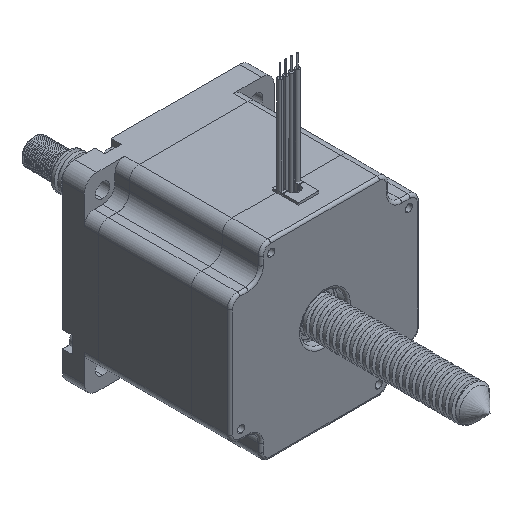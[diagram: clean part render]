
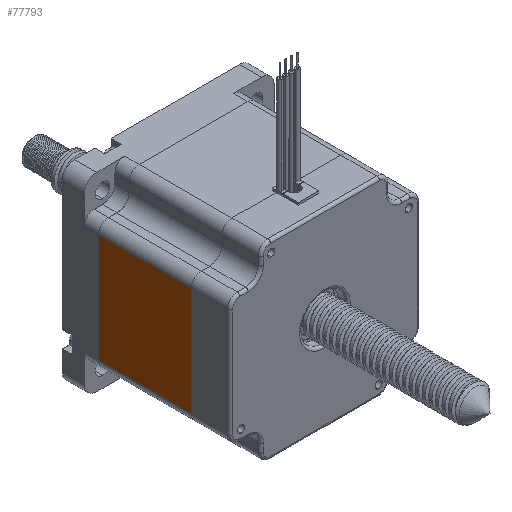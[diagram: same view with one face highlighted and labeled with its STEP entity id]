
A CAD part, isometric view. The second image highlights one B-rep face of the part: STEP entity #77793.
In plain terms, the highlighted face is planar.
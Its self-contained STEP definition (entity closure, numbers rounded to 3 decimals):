
#1297 = ORIENTED_EDGE ( 'NONE', *, *, #36336, .F. ) ;
#6416 = VECTOR ( 'NONE', #59753, 1000. ) ;
#9513 = AXIS2_PLACEMENT_3D ( 'NONE', #82631, #74760, #25042 ) ;
#14039 = VECTOR ( 'NONE', #39506, 1000. ) ;
#14134 = VERTEX_POINT ( 'NONE', #42581 ) ;
#17019 = LINE ( 'NONE', #66724, #6416 ) ;
#17283 = ORIENTED_EDGE ( 'NONE', *, *, #21869, .T. ) ;
#19514 = LINE ( 'NONE', #26504, #14039 ) ;
#20363 = DIRECTION ( 'NONE',  ( 0., 0., -1. ) ) ;
#21869 = EDGE_CURVE ( 'NONE', #78444, #62773, #55675, .T. ) ;
#22228 = VECTOR ( 'NONE', #49181, 1000. ) ;
#25042 = DIRECTION ( 'NONE',  ( 0., 0., 1. ) ) ;
#26504 = CARTESIAN_POINT ( 'NONE',  ( 43., 21., -24.65 ) ) ;
#27840 = LINE ( 'NONE', #47361, #22228 ) ;
#35953 = VECTOR ( 'NONE', #20363, 1000. ) ;
#36336 = EDGE_CURVE ( 'NONE', #36479, #14134, #27840, .T. ) ;
#36479 = VERTEX_POINT ( 'NONE', #76643 ) ;
#39506 = DIRECTION ( 'NONE',  ( 0., -1., 0. ) ) ;
#40884 = EDGE_CURVE ( 'NONE', #36479, #78444, #17019, .T. ) ;
#41260 = CARTESIAN_POINT ( 'NONE',  ( 43., -21., 24.65 ) ) ;
#42581 = CARTESIAN_POINT ( 'NONE',  ( 43., 21., -24.65 ) ) ;
#47361 = CARTESIAN_POINT ( 'NONE',  ( 43., 21., 24.65 ) ) ;
#49181 = DIRECTION ( 'NONE',  ( 0., 0., -1. ) ) ;
#51162 = PLANE ( 'NONE',  #9513 ) ;
#53041 = EDGE_CURVE ( 'NONE', #14134, #62773, #19514, .T. ) ;
#55675 = LINE ( 'NONE', #41260, #35953 ) ;
#59753 = DIRECTION ( 'NONE',  ( 0., -1., 0. ) ) ;
#62773 = VERTEX_POINT ( 'NONE', #78601 ) ;
#66724 = CARTESIAN_POINT ( 'NONE',  ( 43., 21., 24.65 ) ) ;
#67188 = CARTESIAN_POINT ( 'NONE',  ( 43., -21., 24.65 ) ) ;
#68980 = ORIENTED_EDGE ( 'NONE', *, *, #53041, .F. ) ;
#73708 = EDGE_LOOP ( 'NONE', ( #17283, #68980, #1297, #77081 ) ) ;
#74760 = DIRECTION ( 'NONE',  ( -1., 0., 0. ) ) ;
#76643 = CARTESIAN_POINT ( 'NONE',  ( 43., 21., 24.65 ) ) ;
#77081 = ORIENTED_EDGE ( 'NONE', *, *, #40884, .T. ) ;
#77793 = ADVANCED_FACE ( 'NONE', ( #89149 ), #51162, .F. ) ;
#78444 = VERTEX_POINT ( 'NONE', #67188 ) ;
#78601 = CARTESIAN_POINT ( 'NONE',  ( 43., -21., -24.65 ) ) ;
#82631 = CARTESIAN_POINT ( 'NONE',  ( 43., 21., 24.65 ) ) ;
#89149 = FACE_OUTER_BOUND ( 'NONE', #73708, .T. ) ;
